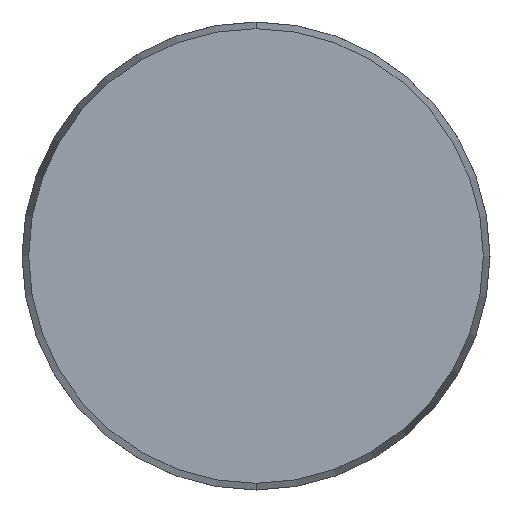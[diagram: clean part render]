
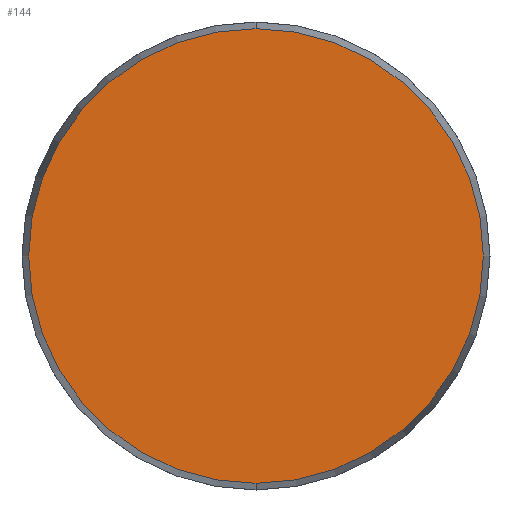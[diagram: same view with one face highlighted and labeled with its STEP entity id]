
A CAD part, front view. The second image highlights one B-rep face of the part: STEP entity #144.
In plain terms, the highlighted planar face has unit normal (0, -1, 0).
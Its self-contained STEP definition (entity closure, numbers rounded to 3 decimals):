
#52 = CIRCLE ( 'NONE', #754, 29.143 ) ;
#99 = DIRECTION ( 'NONE',  ( 0., 0., -1. ) ) ;
#144 = ADVANCED_FACE ( 'NONE', ( #271 ), #677, .F. ) ;
#224 = AXIS2_PLACEMENT_3D ( 'NONE', #996, #345, #448 ) ;
#271 = FACE_OUTER_BOUND ( 'NONE', #667, .T. ) ;
#299 = CARTESIAN_POINT ( 'NONE',  ( 0., 0., -29.143 ) ) ;
#315 = VERTEX_POINT ( 'NONE', #299 ) ;
#335 = VERTEX_POINT ( 'NONE', #893 ) ;
#345 = DIRECTION ( 'NONE',  ( 0., 1., 0. ) ) ;
#398 = CARTESIAN_POINT ( 'NONE',  ( 0., 0., 0. ) ) ;
#412 = DIRECTION ( 'NONE',  ( 0., 0., -1. ) ) ;
#420 = EDGE_CURVE ( 'NONE', #335, #315, #638, .T. ) ;
#448 = DIRECTION ( 'NONE',  ( 0., 0., 1. ) ) ;
#521 = ORIENTED_EDGE ( 'NONE', *, *, #420, .T. ) ;
#584 = CARTESIAN_POINT ( 'NONE',  ( 0., 0., 0. ) ) ;
#638 = CIRCLE ( 'NONE', #954, 29.143 ) ;
#667 = EDGE_LOOP ( 'NONE', ( #521, #708 ) ) ;
#677 = PLANE ( 'NONE',  #224 ) ;
#708 = ORIENTED_EDGE ( 'NONE', *, *, #958, .T. ) ;
#754 = AXIS2_PLACEMENT_3D ( 'NONE', #584, #811, #99 ) ;
#811 = DIRECTION ( 'NONE',  ( 0., -1., 0. ) ) ;
#893 = CARTESIAN_POINT ( 'NONE',  ( 0., 0., 29.143 ) ) ;
#953 = DIRECTION ( 'NONE',  ( 0., -1., 0. ) ) ;
#954 = AXIS2_PLACEMENT_3D ( 'NONE', #398, #953, #412 ) ;
#958 = EDGE_CURVE ( 'NONE', #315, #335, #52, .T. ) ;
#996 = CARTESIAN_POINT ( 'NONE',  ( -29.143, 0., 0. ) ) ;
